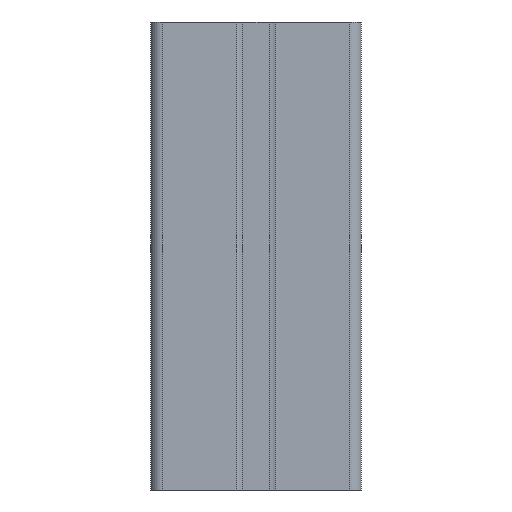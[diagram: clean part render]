
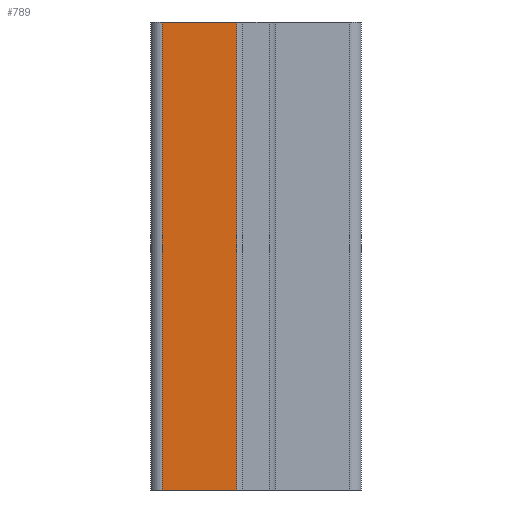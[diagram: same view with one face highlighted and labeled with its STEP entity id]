
A CAD part, left-side view. The second image highlights one B-rep face of the part: STEP entity #789.
In plain terms, the highlighted planar face has unit normal (-1, 0, 0).
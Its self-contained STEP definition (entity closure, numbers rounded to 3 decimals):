
#274=CARTESIAN_POINT('',(-22.5,4.1,0.0));
#275=VERTEX_POINT('',#274);
#290=CARTESIAN_POINT('',(-22.5,4.1,100.0));
#291=VERTEX_POINT('',#290);
#298=CARTESIAN_POINT('',(-22.5,4.1,0.0));
#299=DIRECTION('',(0.0,0.0,1.0));
#300=VECTOR('',#299,100.0);
#301=LINE('',#298,#300);
#302=EDGE_CURVE('',#275,#291,#301,.T.);
#374=CARTESIAN_POINT('',(-22.5,20.0,0.0));
#375=VERTEX_POINT('',#374);
#376=CARTESIAN_POINT('',(-22.5,4.1,0.0));
#377=DIRECTION('',(0.0,1.0,0.0));
#378=VECTOR('',#377,15.9);
#379=LINE('',#376,#378);
#380=EDGE_CURVE('',#275,#375,#379,.T.);
#766=CARTESIAN_POINT('',(-22.5,4.1,0.0));
#767=DIRECTION('',(-1.0,0.0,0.0));
#768=DIRECTION('',(0.0,0.0,1.0));
#769=AXIS2_PLACEMENT_3D('',#766,#767,#768);
#770=PLANE('',#769);
#771=ORIENTED_EDGE('',*,*,#302,.T.);
#772=CARTESIAN_POINT('',(-22.5,20.0,100.0));
#773=VERTEX_POINT('',#772);
#774=CARTESIAN_POINT('',(-22.5,4.1,100.0));
#775=DIRECTION('',(0.0,1.0,0.0));
#776=VECTOR('',#775,15.9);
#777=LINE('',#774,#776);
#778=EDGE_CURVE('',#291,#773,#777,.T.);
#779=ORIENTED_EDGE('',*,*,#778,.T.);
#780=CARTESIAN_POINT('',(-22.5,20.0,0.0));
#781=DIRECTION('',(0.0,0.0,1.0));
#782=VECTOR('',#781,100.0);
#783=LINE('',#780,#782);
#784=EDGE_CURVE('',#375,#773,#783,.T.);
#785=ORIENTED_EDGE('',*,*,#784,.F.);
#786=ORIENTED_EDGE('',*,*,#380,.F.);
#787=EDGE_LOOP('',(#771,#779,#785,#786));
#788=FACE_OUTER_BOUND('',#787,.T.);
#789=ADVANCED_FACE('',(#788),#770,.T.);
